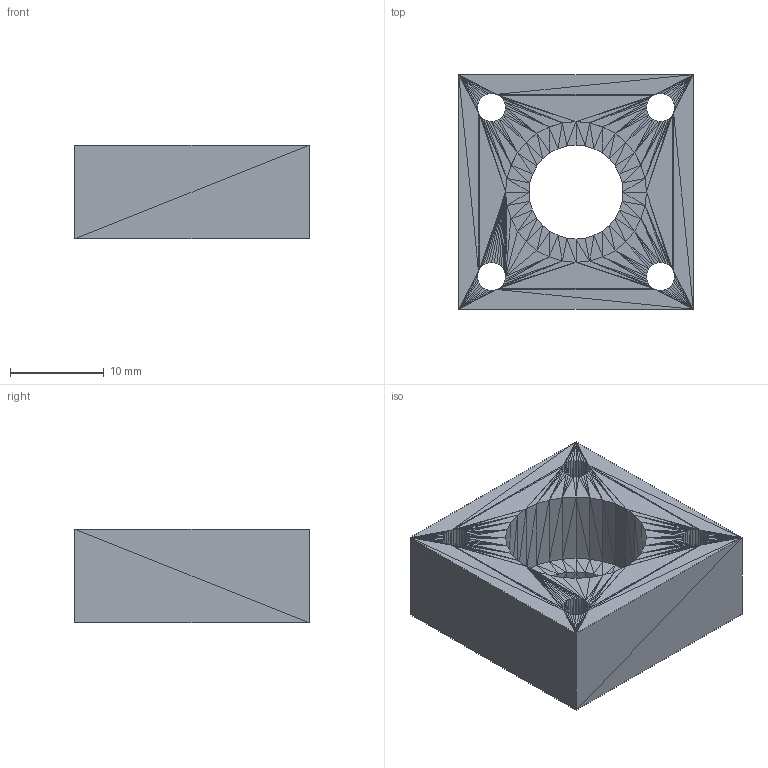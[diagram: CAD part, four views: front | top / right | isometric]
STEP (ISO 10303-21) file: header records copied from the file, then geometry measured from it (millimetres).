
FILE_DESCRIPTION(('AUTOMAPKI'),'2;1');
FILE_NAME('blocco_laser_stp','2024-02-29T17:49:24',('AUTOMAPKI'),( 'AUTOMAPKI'),'Open CASCADE STEP processor 7.7','AUTOMAPKI','Unknown' );
FILE_SCHEMA(('AUTOMOTIVE_DESIGN { 1 0 10303 214 1 1 1 1 }'));
Length unit declared in the file: millimetre
Products named in the file (1): blocco_laser
Bounding box: 25 x 25 x 10 mm (x, y, z)
Volume: 4408.3 mm3; surface area: 2853.2 mm2
Topology: 1 solids, 1 shells, 800 faces, 1200 edges, 392 vertices
Faces by surface type: plane 800
Entity records: 6819 total; most frequent: DIRECTION 1602, CARTESIAN_POINT 1193, AXIS2_PLACEMENT_3D 801, ADVANCED_FACE 800, FACE_OUTER_BOUND 800, POLY_LOOP 800, PLANE 800, APPLICATION_PROTOCOL_DEFINITION 1
